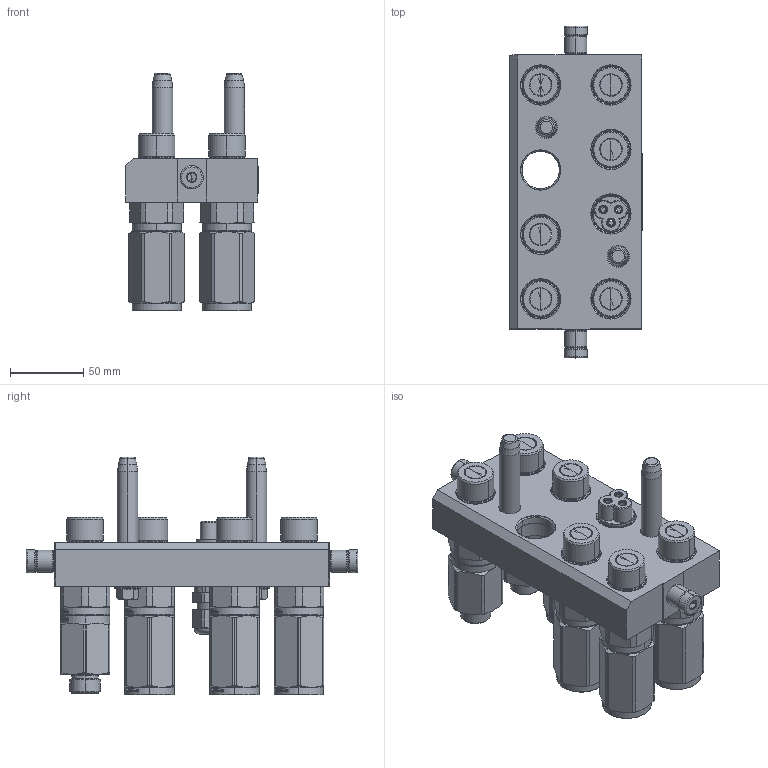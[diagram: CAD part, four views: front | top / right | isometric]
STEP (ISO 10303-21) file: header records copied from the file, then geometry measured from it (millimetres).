
FILE_DESCRIPTION (( 'STEP AP214' ), '1' );
FILE_NAME ('FASTER.step', '2024-05-11T23:55:28', ( '' ), ( '' ), 'SwSTEP 2.0', 'SolidWorks 2017', '' );
FILE_SCHEMA (( 'AUTOMOTIVE_DESIGN' ));
Length unit declared in the file: millimetre
Products named in the file (15): 4850_010_0000_020; corpospel08-3m; FASTER; 4830_044_0000_000; 4830_021_1000_000; et002; 3ffnp12-12s_m; P808_M_BASE; 4830_013_3000_030; 4830_028_1000_011; 3ffnp1211_12sm; 1540_080_0008_000; conn_3p_m
Assembly tree (24 placements, depth 3):
  FASTER
    P808_M_BASE
      4850_010_0000_020
      4830_021_1000_000  x2
      1540_080_0008_000  x2
      4830_013_3000_030  x2
      4830_028_1000_011  x2
    3ffnp1211_12sm  x2
      3ffnp1211_12sm
    3ffnp12-12s_m  x4
      3ffnp12-12s_m
    conn_3p_m
      4830_044_0000_000  x3
      corpospel08-3m
    et002
Bounding box: 90.3 x 226.6 x 162.2 mm (x, y, z)
Volume: 2473.8 mm3; surface area: 203259.5 mm2
Topology: 3 solids, 81 shells, 3221 faces, 9676 edges, 6399 vertices
Faces by surface type: plane 1741, cylinder 587, cone 502, bspline 208, torus 177, sphere 6
Entity records: 79822 total; most frequent: CARTESIAN_POINT 20726, ORIENTED_EDGE 10619, DIRECTION 9909, EDGE_CURVE 5676, VECTOR 3741, LINE 3741, VERTEX_POINT 3739, AXIS2_PLACEMENT_3D 3084
